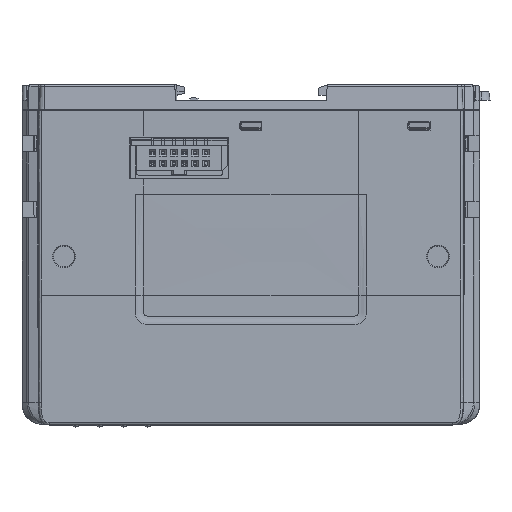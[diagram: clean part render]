
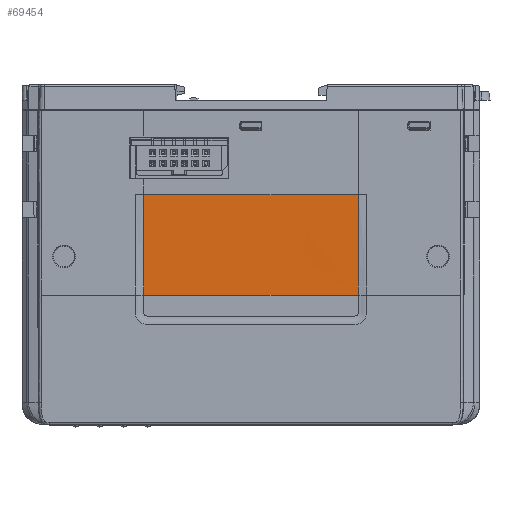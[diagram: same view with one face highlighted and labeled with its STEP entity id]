
A CAD part, top view. The second image highlights one B-rep face of the part: STEP entity #69454.
In plain terms, the highlighted free-form (B-spline) face has degree [3, 3] with [7, 4] control points.
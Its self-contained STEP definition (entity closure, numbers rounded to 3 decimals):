
#4832 = VERTEX_POINT ( 'NONE', #41032 ) ;
#10937 = EDGE_LOOP ( 'NONE', ( #93132, #93134, #93137, #93139 ) ) ;
#41032 = CARTESIAN_POINT ( 'NONE',  ( -25.537, -20., 13.5 ) ) ;
#48799 = VECTOR ( 'NONE', #66023, 1000. ) ;
#48806 = VECTOR ( 'NONE', #66041, 1000. ) ;
#49424 = CARTESIAN_POINT ( 'NONE',  ( 25.537, -20., 13.5 ) ) ;
#49522 = CARTESIAN_POINT ( 'NONE',  ( 25.537, -43.918, 13.2 ) ) ;
#50535 = CARTESIAN_POINT ( 'NONE',  ( -25.537, -43.918, 13.2 ) ) ;
#65622 = CARTESIAN_POINT ( 'NONE',  ( 25.537, -27.973, 13.5 ) ) ;
#65624 = CARTESIAN_POINT ( 'NONE',  ( 25.537, -35.945, 13.2 ) ) ;
#65654 = CARTESIAN_POINT ( 'NONE',  ( 25.537, -43.918, 13.2 ) ) ;
#65658 = CARTESIAN_POINT ( 'NONE',  ( 25.537, -20., 13.5 ) ) ;
#65968 = CARTESIAN_POINT ( 'NONE',  ( -25.537, -39.932, 13.2 ) ) ;
#65984 = LINE ( 'NONE', #66012, #48799 ) ;
#66012 = CARTESIAN_POINT ( 'NONE',  ( -48., -20., 13.5 ) ) ;
#66018 = CARTESIAN_POINT ( 'NONE',  ( -25.537, -43.918, 13.2 ) ) ;
#66023 = DIRECTION ( 'NONE',  ( 1., 0., 0. ) ) ;
#66028 = CARTESIAN_POINT ( 'NONE',  ( 0., -43.918, 13.2 ) ) ;
#66030 = LINE ( 'NONE', #66028, #48806 ) ;
#66031 = CARTESIAN_POINT ( 'NONE',  ( -25.537, -31.959, 13.35 ) ) ;
#66033 = CARTESIAN_POINT ( 'NONE',  ( -25.537, -23.987, 13.5 ) ) ;
#66035 = CARTESIAN_POINT ( 'NONE',  ( -25.537, -20., 13.5 ) ) ;
#66041 = DIRECTION ( 'NONE',  ( 1., 0., 0. ) ) ;
#69114 = EDGE_CURVE ( 'NONE', #79051, #78967, #97424, .T. ) ;
#69168 = EDGE_CURVE ( 'NONE', #4832, #78967, #65984, .T. ) ;
#69169 = EDGE_CURVE ( 'NONE', #79655, #4832, #97439, .T. ) ;
#69170 = EDGE_CURVE ( 'NONE', #79655, #79051, #66030, .T. ) ;
#69454 = ADVANCED_FACE ( 'NONE', ( #104406 ), #86873, .T. ) ;
#78967 = VERTEX_POINT ( 'NONE', #49424 ) ;
#79051 = VERTEX_POINT ( 'NONE', #49522 ) ;
#79655 = VERTEX_POINT ( 'NONE', #50535 ) ;
#86873 = B_SPLINE_SURFACE_WITH_KNOTS ( 'NONE', 3, 3, ( 
 ( #104408, #104397, #104412, #104414 ),
 ( #104416, #104418, #104420, #104422 ),
 ( #104424, #104426, #104428, #104430 ),
 ( #104432, #104434, #104436, #104438 ),
 ( #104440, #104442, #104444, #104446 ),
 ( #104448, #104450, #104452, #104454 ),
 ( #104456, #104458, #104460, #104462 ) ),
 .UNSPECIFIED., .F., .F., .F.,
 ( 4, 1, 1, 1, 4 ),
 ( 4, 4 ),
 ( 0., 0.25, 0.5, 0.75, 1. ),
 ( 0., 1. ),
 .UNSPECIFIED. ) ;
#93132 = ORIENTED_EDGE ( 'NONE', *, *, #69170, .T. ) ;
#93134 = ORIENTED_EDGE ( 'NONE', *, *, #69114, .T. ) ;
#93137 = ORIENTED_EDGE ( 'NONE', *, *, #69168, .F. ) ;
#93139 = ORIENTED_EDGE ( 'NONE', *, *, #69169, .F. ) ;
#97424 = B_SPLINE_CURVE_WITH_KNOTS ( 'NONE', 3,
 ( #65654, #65624, #65622, #65658 ),
 .UNSPECIFIED., .F., .F.,
 ( 4, 4 ),
 ( 0., 1. ),
 .UNSPECIFIED. ) ;
#97439 = B_SPLINE_CURVE_WITH_KNOTS ( 'NONE', 3,
 ( #66018, #65968, #66031, #66033, #66035 ),
 .UNSPECIFIED., .F., .F.,
 ( 4, 1, 4 ),
 ( 0., 0.5, 1. ),
 .UNSPECIFIED. ) ;
#104397 = CARTESIAN_POINT ( 'NONE',  ( -25.537, -35.945, 13.2 ) ) ;
#104406 = FACE_OUTER_BOUND ( 'NONE', #10937, .T. ) ;
#104408 = CARTESIAN_POINT ( 'NONE',  ( -25.537, -43.918, 13.2 ) ) ;
#104412 = CARTESIAN_POINT ( 'NONE',  ( -25.537, -27.973, 13.5 ) ) ;
#104414 = CARTESIAN_POINT ( 'NONE',  ( -25.537, -20., 13.5 ) ) ;
#104416 = CARTESIAN_POINT ( 'NONE',  ( -21.28, -43.918, 13.2 ) ) ;
#104418 = CARTESIAN_POINT ( 'NONE',  ( -21.28, -35.945, 13.2 ) ) ;
#104420 = CARTESIAN_POINT ( 'NONE',  ( -21.28, -27.973, 13.5 ) ) ;
#104422 = CARTESIAN_POINT ( 'NONE',  ( -21.28, -20., 13.5 ) ) ;
#104424 = CARTESIAN_POINT ( 'NONE',  ( -12.768, -43.918, 13.2 ) ) ;
#104426 = CARTESIAN_POINT ( 'NONE',  ( -12.768, -35.945, 13.2 ) ) ;
#104428 = CARTESIAN_POINT ( 'NONE',  ( -12.768, -27.973, 13.5 ) ) ;
#104430 = CARTESIAN_POINT ( 'NONE',  ( -12.768, -20., 13.5 ) ) ;
#104432 = CARTESIAN_POINT ( 'NONE',  ( 0., -43.918, 13.2 ) ) ;
#104434 = CARTESIAN_POINT ( 'NONE',  ( 0., -35.945, 13.2 ) ) ;
#104436 = CARTESIAN_POINT ( 'NONE',  ( 0., -27.973, 13.5 ) ) ;
#104438 = CARTESIAN_POINT ( 'NONE',  ( 0., -20., 13.5 ) ) ;
#104440 = CARTESIAN_POINT ( 'NONE',  ( 12.768, -43.918, 13.2 ) ) ;
#104442 = CARTESIAN_POINT ( 'NONE',  ( 12.768, -35.945, 13.2 ) ) ;
#104444 = CARTESIAN_POINT ( 'NONE',  ( 12.768, -27.973, 13.5 ) ) ;
#104446 = CARTESIAN_POINT ( 'NONE',  ( 12.768, -20., 13.5 ) ) ;
#104448 = CARTESIAN_POINT ( 'NONE',  ( 21.28, -43.918, 13.2 ) ) ;
#104450 = CARTESIAN_POINT ( 'NONE',  ( 21.28, -35.945, 13.2 ) ) ;
#104452 = CARTESIAN_POINT ( 'NONE',  ( 21.28, -27.973, 13.5 ) ) ;
#104454 = CARTESIAN_POINT ( 'NONE',  ( 21.28, -20., 13.5 ) ) ;
#104456 = CARTESIAN_POINT ( 'NONE',  ( 25.537, -43.918, 13.2 ) ) ;
#104458 = CARTESIAN_POINT ( 'NONE',  ( 25.537, -35.945, 13.2 ) ) ;
#104460 = CARTESIAN_POINT ( 'NONE',  ( 25.537, -27.973, 13.5 ) ) ;
#104462 = CARTESIAN_POINT ( 'NONE',  ( 25.537, -20., 13.5 ) ) ;
